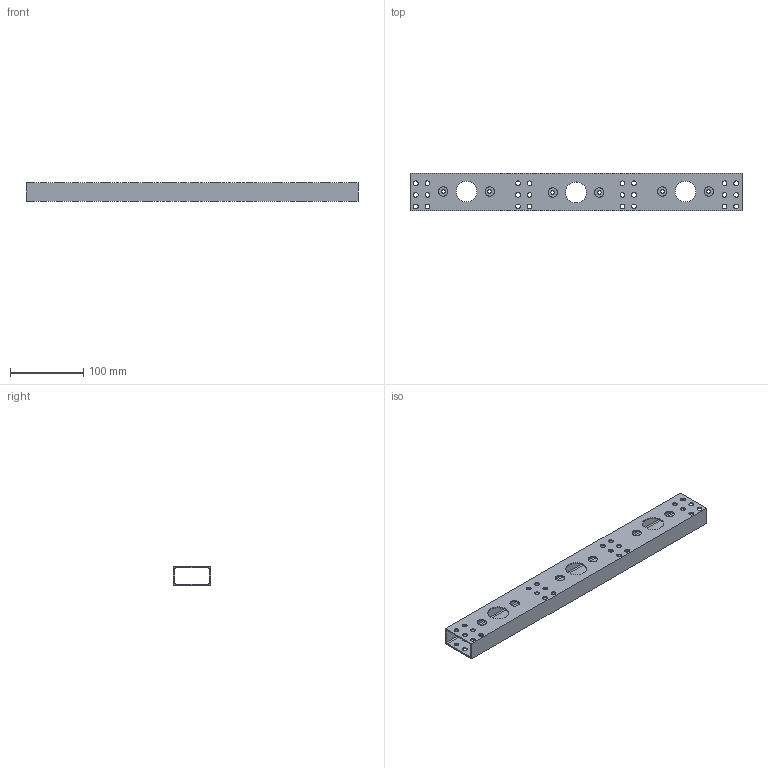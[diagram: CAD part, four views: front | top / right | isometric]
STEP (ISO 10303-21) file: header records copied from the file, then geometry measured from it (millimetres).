
FILE_DESCRIPTION (( 'STEP AP214' ), '1' );
FILE_NAME ('am-4094 Rover Drive Rail.STEP', '2019-10-04T16:28:20', ( '' ), ( '' ), 'SwSTEP 2.0', 'SolidWorks 2019', '' );
FILE_SCHEMA (( 'AUTOMOTIVE_DESIGN' ));
Length unit declared in the file: inch
Products named in the file (1): am-4094 Rover Drive Rail
Bounding box: 454.02 x 50.8 x 25.4 mm (x, y, z)
Volume: 96064.7 mm3; surface area: 122131.8 mm2
Topology: 1 solids, 1 shells, 80 faces, 332 edges, 238 vertices
Faces by surface type: cylinder 70, plane 10
Full cylindrical faces by diameter (mm): 5.105 x6, 6.528 x48, 12.827 x6, 28.626 x6
Entity records: 3180 total; most frequent: CARTESIAN_POINT 725, DIRECTION 486, ORIENTED_EDGE 400, EDGE_LOOP 264, AXIS2_PLACEMENT_3D 221, EDGE_CURVE 200, VERTEX_POINT 172, FACE_OUTER_BOUND 146
